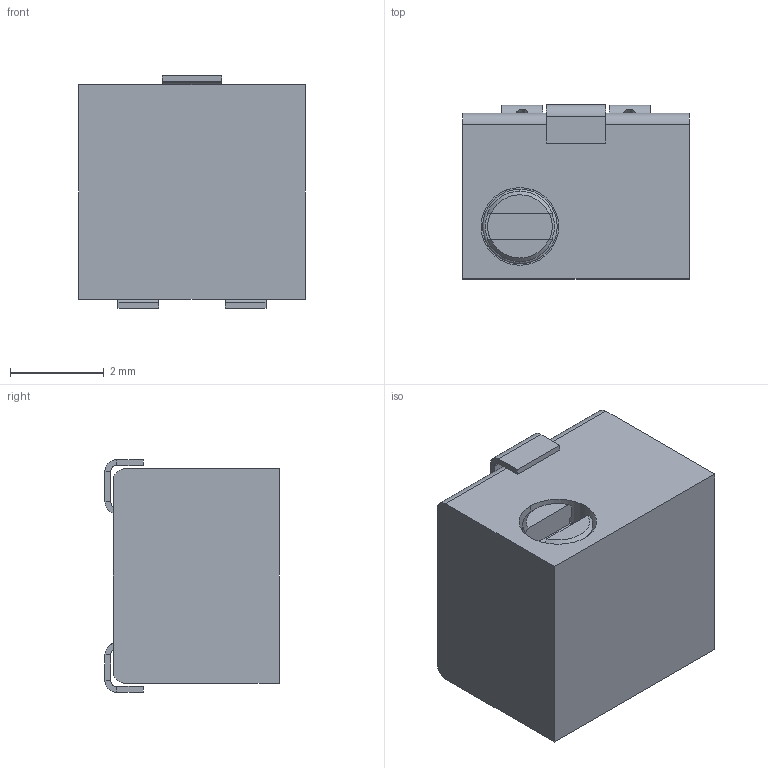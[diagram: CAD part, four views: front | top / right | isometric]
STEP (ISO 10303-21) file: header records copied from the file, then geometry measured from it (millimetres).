
FILE_DESCRIPTION((''),'2;1');
FILE_NAME('3224J-1','2023-08-09T15:16:03',('RICKB'),('Bourns, Inc.'),'CREO PARAMETRIC BY PTC INC, 2018050','CREO PARAMETRIC BY PTC INC, 2018050','');
FILE_SCHEMA(('AUTOMOTIVE_DESIGN { 1 0 10303 214 1 1 1 1 }'));
Length unit declared in the file: millimetre
Products named in the file (1): 3224J-1
Bounding box: 4.83 x 3.71 x 4.95 mm (x, y, z)
Volume: 77.6 mm3; surface area: 131.9 mm2
Topology: 1 solids, 2 shells, 92 faces, 210 edges, 126 vertices
Faces by surface type: plane 56, cylinder 26, cone 6, bspline 2, torus 2
Entity records: 3545 total; most frequent: CARTESIAN_POINT 754, DIRECTION 444, ORIENTED_EDGE 420, PRESENTATION_STYLE_ASSIGNMENT 211, STYLED_ITEM 211, CURVE_STYLE 210, EDGE_CURVE 210, AXIS2_PLACEMENT_3D 156
